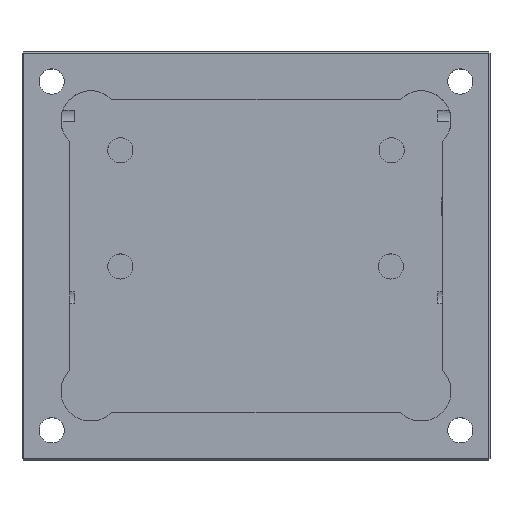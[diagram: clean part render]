
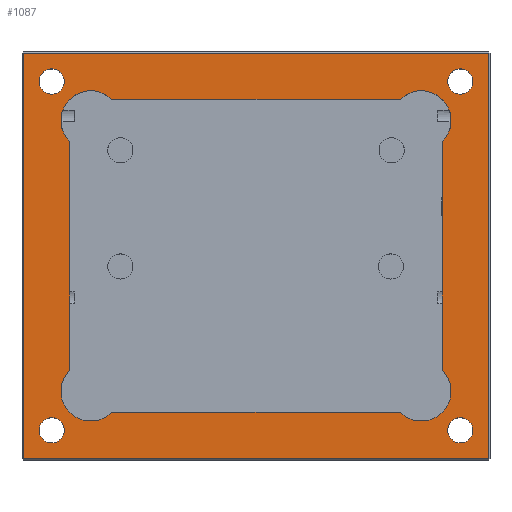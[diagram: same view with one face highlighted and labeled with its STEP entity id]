
A CAD part, top view. The second image highlights one B-rep face of the part: STEP entity #1087.
In plain terms, the highlighted planar face has unit normal (0, 0, 1).
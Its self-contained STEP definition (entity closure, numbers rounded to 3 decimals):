
#57=FACE_BOUND('',#216,.T.);
#58=FACE_BOUND('',#217,.T.);
#59=FACE_BOUND('',#218,.T.);
#60=FACE_BOUND('',#219,.T.);
#61=FACE_BOUND('',#220,.T.);
#79=CIRCLE('',#1181,2.);
#80=CIRCLE('',#1182,2.);
#81=CIRCLE('',#1183,2.);
#82=CIRCLE('',#1184,2.);
#83=CIRCLE('',#1185,0.847);
#84=CIRCLE('',#1186,0.847);
#85=CIRCLE('',#1187,0.847);
#86=CIRCLE('',#1188,0.847);
#145=FACE_OUTER_BOUND('',#215,.T.);
#215=EDGE_LOOP('',(#809,#810,#811,#812));
#216=EDGE_LOOP('',(#813,#814,#815,#816,#817,#818,#819,#820));
#217=EDGE_LOOP('',(#821));
#218=EDGE_LOOP('',(#822));
#219=EDGE_LOOP('',(#823));
#220=EDGE_LOOP('',(#824));
#292=LINE('',#1639,#389);
#304=LINE('',#1662,#401);
#306=LINE('',#1665,#403);
#308=LINE('',#1668,#405);
#313=LINE('',#1700,#410);
#314=LINE('',#1704,#411);
#315=LINE('',#1708,#412);
#316=LINE('',#1712,#413);
#389=VECTOR('',#1310,10.);
#401=VECTOR('',#1332,10.);
#403=VECTOR('',#1336,10.);
#405=VECTOR('',#1340,10.);
#410=VECTOR('',#1377,10.);
#411=VECTOR('',#1380,10.);
#412=VECTOR('',#1383,10.);
#413=VECTOR('',#1386,10.);
#469=VERTEX_POINT('',#1606);
#475=VERTEX_POINT('',#1629);
#478=VERTEX_POINT('',#1642);
#481=VERTEX_POINT('',#1652);
#492=VERTEX_POINT('',#1698);
#493=VERTEX_POINT('',#1699);
#494=VERTEX_POINT('',#1701);
#495=VERTEX_POINT('',#1703);
#496=VERTEX_POINT('',#1705);
#497=VERTEX_POINT('',#1707);
#498=VERTEX_POINT('',#1709);
#499=VERTEX_POINT('',#1711);
#500=VERTEX_POINT('',#1714);
#501=VERTEX_POINT('',#1716);
#502=VERTEX_POINT('',#1718);
#503=VERTEX_POINT('',#1720);
#582=EDGE_CURVE('',#469,#475,#292,.T.);
#594=EDGE_CURVE('',#475,#481,#304,.T.);
#596=EDGE_CURVE('',#481,#478,#306,.T.);
#598=EDGE_CURVE('',#478,#469,#308,.T.);
#612=EDGE_CURVE('',#492,#493,#313,.T.);
#613=EDGE_CURVE('',#493,#494,#79,.T.);
#614=EDGE_CURVE('',#494,#495,#314,.T.);
#615=EDGE_CURVE('',#495,#496,#80,.T.);
#616=EDGE_CURVE('',#496,#497,#315,.T.);
#617=EDGE_CURVE('',#497,#498,#81,.T.);
#618=EDGE_CURVE('',#498,#499,#316,.T.);
#619=EDGE_CURVE('',#499,#492,#82,.T.);
#620=EDGE_CURVE('',#500,#500,#83,.T.);
#621=EDGE_CURVE('',#501,#501,#84,.T.);
#622=EDGE_CURVE('',#502,#502,#85,.T.);
#623=EDGE_CURVE('',#503,#503,#86,.T.);
#809=ORIENTED_EDGE('',*,*,#582,.F.);
#810=ORIENTED_EDGE('',*,*,#598,.F.);
#811=ORIENTED_EDGE('',*,*,#596,.F.);
#812=ORIENTED_EDGE('',*,*,#594,.F.);
#813=ORIENTED_EDGE('',*,*,#612,.T.);
#814=ORIENTED_EDGE('',*,*,#613,.T.);
#815=ORIENTED_EDGE('',*,*,#614,.T.);
#816=ORIENTED_EDGE('',*,*,#615,.T.);
#817=ORIENTED_EDGE('',*,*,#616,.T.);
#818=ORIENTED_EDGE('',*,*,#617,.T.);
#819=ORIENTED_EDGE('',*,*,#618,.T.);
#820=ORIENTED_EDGE('',*,*,#619,.T.);
#821=ORIENTED_EDGE('',*,*,#620,.T.);
#822=ORIENTED_EDGE('',*,*,#621,.T.);
#823=ORIENTED_EDGE('',*,*,#622,.T.);
#824=ORIENTED_EDGE('',*,*,#623,.T.);
#1050=PLANE('',#1180);
#1087=ADVANCED_FACE('',(#145,#57,#58,#59,#60,#61),#1050,.T.);
#1180=AXIS2_PLACEMENT_3D('',#1697,#1375,#1376);
#1181=AXIS2_PLACEMENT_3D('',#1702,#1378,#1379);
#1182=AXIS2_PLACEMENT_3D('',#1706,#1381,#1382);
#1183=AXIS2_PLACEMENT_3D('',#1710,#1384,#1385);
#1184=AXIS2_PLACEMENT_3D('',#1713,#1387,#1388);
#1185=AXIS2_PLACEMENT_3D('',#1715,#1389,#1390);
#1186=AXIS2_PLACEMENT_3D('',#1717,#1391,#1392);
#1187=AXIS2_PLACEMENT_3D('',#1719,#1393,#1394);
#1188=AXIS2_PLACEMENT_3D('',#1721,#1395,#1396);
#1310=DIRECTION('',(1.,0.,0.));
#1332=DIRECTION('',(0.,-1.,0.));
#1336=DIRECTION('',(-1.,0.,0.));
#1340=DIRECTION('',(0.,1.,0.));
#1375=DIRECTION('center_axis',(0.,0.,
1.));
#1376=DIRECTION('ref_axis',(1.,0.,0.));
#1377=DIRECTION('',(0.,1.,0.));
#1378=DIRECTION('center_axis',(0.,0.,
-1.));
#1379=DIRECTION('ref_axis',(-1.,0.,0.));
#1380=DIRECTION('',(1.,0.,0.));
#1381=DIRECTION('center_axis',(0.,0.,
-1.));
#1382=DIRECTION('ref_axis',(-1.,0.,0.));
#1383=DIRECTION('',(0.,-1.,0.));
#1384=DIRECTION('center_axis',(0.,0.,
-1.));
#1385=DIRECTION('ref_axis',(-1.,0.,0.));
#1386=DIRECTION('',(-1.,0.,0.));
#1387=DIRECTION('center_axis',(0.,0.,
-1.));
#1388=DIRECTION('ref_axis',(-1.,0.,0.));
#1389=DIRECTION('center_axis',(0.,0.,
-1.));
#1390=DIRECTION('ref_axis',(1.,0.,0.));
#1391=DIRECTION('center_axis',(0.,0.,
-1.));
#1392=DIRECTION('ref_axis',(1.,0.,0.));
#1393=DIRECTION('center_axis',(0.,0.,
-1.));
#1394=DIRECTION('ref_axis',(1.,0.,0.));
#1395=DIRECTION('center_axis',(0.,0.,
-1.));
#1396=DIRECTION('ref_axis',(1.,0.,0.));
#1606=CARTESIAN_POINT('',(0.1,27.3,9.));
#1629=CARTESIAN_POINT('',(31.3,27.3,9.));
#1639=CARTESIAN_POINT('',(7.85,27.3,9.));
#1642=CARTESIAN_POINT('',(0.1,0.1,9.));
#1652=CARTESIAN_POINT('',(31.3,0.1,9.));
#1662=CARTESIAN_POINT('',(31.3,20.55,9.));
#1665=CARTESIAN_POINT('',(23.55,0.1,9.));
#1668=CARTESIAN_POINT('',(0.1,6.85,9.));
#1697=CARTESIAN_POINT('Origin',(15.7,13.7,9.));
#1698=CARTESIAN_POINT('',(3.2,6.028,9.));
#1699=CARTESIAN_POINT('',(3.2,21.372,9.));
#1700=CARTESIAN_POINT('',(3.2,8.45,9.));
#1701=CARTESIAN_POINT('',(6.028,24.2,9.));
#1702=CARTESIAN_POINT('Origin',(4.614,22.786,9.));
#1703=CARTESIAN_POINT('',(25.372,24.2,9.));
#1704=CARTESIAN_POINT('',(9.45,24.2,9.));
#1705=CARTESIAN_POINT('',(28.2,21.372,9.));
#1706=CARTESIAN_POINT('Origin',(26.786,22.786,9.));
#1707=CARTESIAN_POINT('',(28.2,6.028,9.));
#1708=CARTESIAN_POINT('',(28.2,18.95,9.));
#1709=CARTESIAN_POINT('',(25.372,3.2,9.));
#1710=CARTESIAN_POINT('Origin',(26.786,4.614,9.));
#1711=CARTESIAN_POINT('',(6.028,3.2,9.));
#1712=CARTESIAN_POINT('',(21.95,3.2,9.));
#1713=CARTESIAN_POINT('Origin',(4.614,4.614,9.));
#1714=CARTESIAN_POINT('',(1.153,25.4,9.));
#1715=CARTESIAN_POINT('Origin',(2.,25.4,9.));
#1716=CARTESIAN_POINT('',(28.553,25.4,9.));
#1717=CARTESIAN_POINT('Origin',(29.4,25.4,9.));
#1718=CARTESIAN_POINT('',(28.553,2.,9.));
#1719=CARTESIAN_POINT('Origin',(29.4,2.,9.));
#1720=CARTESIAN_POINT('',(1.153,2.,9.));
#1721=CARTESIAN_POINT('Origin',(2.,2.,9.));
